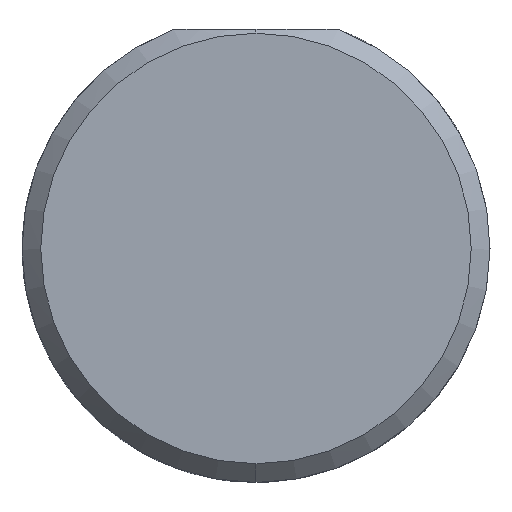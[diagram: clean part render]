
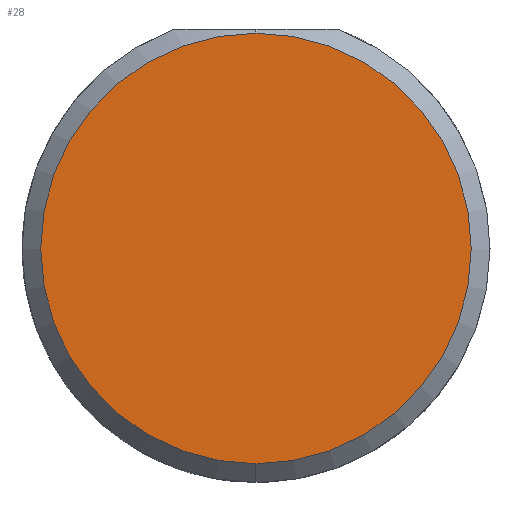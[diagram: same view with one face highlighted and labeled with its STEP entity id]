
A CAD part, left-side view. The second image highlights one B-rep face of the part: STEP entity #28.
In plain terms, the highlighted planar face has unit normal (-1, 0, 0).
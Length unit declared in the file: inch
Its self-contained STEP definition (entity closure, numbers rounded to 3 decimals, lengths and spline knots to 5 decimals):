
#28 = ADVANCED_FACE ( 'NONE', ( #199 ), #45, .F. ) ;
#45 = PLANE ( 'NONE',  #474 ) ;
#92 = DIRECTION ( 'NONE',  ( 0., 0., -1. ) ) ;
#103 = DIRECTION ( 'NONE',  ( -1., 0., 0. ) ) ;
#163 = EDGE_LOOP ( 'NONE', ( #168, #276 ) ) ;
#168 = ORIENTED_EDGE ( 'NONE', *, *, #536, .T. ) ;
#199 = FACE_OUTER_BOUND ( 'NONE', #163, .T. ) ;
#264 = CARTESIAN_POINT ( 'NONE',  ( 0., 0., 0. ) ) ;
#276 = ORIENTED_EDGE ( 'NONE', *, *, #580, .T. ) ;
#285 = DIRECTION ( 'NONE',  ( -1., 0., 0. ) ) ;
#299 = VERTEX_POINT ( 'NONE', #400 ) ;
#340 = DIRECTION ( 'NONE',  ( 0., 0., 1. ) ) ;
#348 = CARTESIAN_POINT ( 'NONE',  ( 0., 0., 0.17235 ) ) ;
#374 = CIRCLE ( 'NONE', #485, 0.17235 ) ;
#387 = VERTEX_POINT ( 'NONE', #348 ) ;
#400 = CARTESIAN_POINT ( 'NONE',  ( 0., 0., -0.17235 ) ) ;
#421 = CARTESIAN_POINT ( 'NONE',  ( 0., 0., 0. ) ) ;
#431 = DIRECTION ( 'NONE',  ( 0., 0., 1. ) ) ;
#452 = CIRCLE ( 'NONE', #678, 0.17235 ) ;
#474 = AXIS2_PLACEMENT_3D ( 'NONE', #264, #582, #92 ) ;
#481 = CARTESIAN_POINT ( 'NONE',  ( 0., 0., 0. ) ) ;
#485 = AXIS2_PLACEMENT_3D ( 'NONE', #481, #103, #340 ) ;
#536 = EDGE_CURVE ( 'NONE', #299, #387, #452, .T. ) ;
#580 = EDGE_CURVE ( 'NONE', #387, #299, #374, .T. ) ;
#582 = DIRECTION ( 'NONE',  ( 1., 0., 0. ) ) ;
#678 = AXIS2_PLACEMENT_3D ( 'NONE', #421, #285, #431 ) ;
